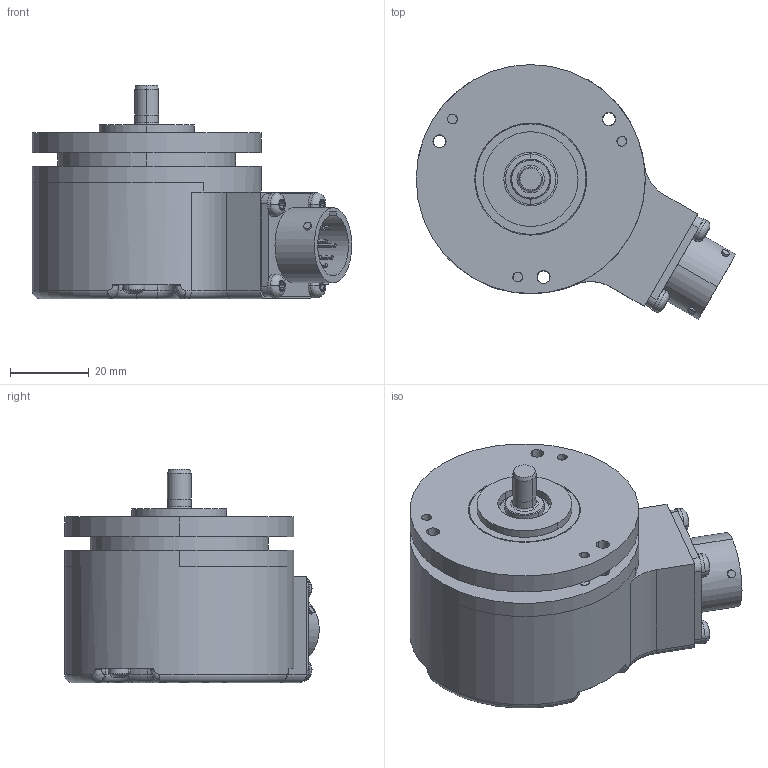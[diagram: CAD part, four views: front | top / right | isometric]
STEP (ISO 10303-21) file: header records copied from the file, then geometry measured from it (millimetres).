
FILE_DESCRIPTION((''),'2;1');
FILE_NAME('524286','2010-11-10T',('se2802'),(''),'PRO/ENGINEER BY PARAMETRIC TECHNOLOGY CORPORATION, 2010180','PRO/ENGINEER BY PARAMETRIC TECHNOLOGY CORPORATION, 2010180','');
FILE_SCHEMA(('CONFIG_CONTROL_DESIGN'));
Length unit declared in the file: millimetre
Products named in the file (1): 524286
Bounding box: 80.95 x 64.48 x 54 mm (x, y, z)
Volume: 72981.5 mm3; surface area: 40075.1 mm2
Topology: 2 solids, 5 shells, 1348 faces, 3674 edges, 2385 vertices
Faces by surface type: cylinder 477, plane 394, extrusion 324, torus 73, cone 54, bspline 14, sphere 12
Entity records: 48497 total; most frequent: CARTESIAN_POINT 14803, ORIENTED_EDGE 7344, DIRECTION 6507, EDGE_CURVE 3672, AXIS2_PLACEMENT_3D 2401, VERTEX_POINT 2385, VECTOR 1705, EDGE_LOOP 1471
